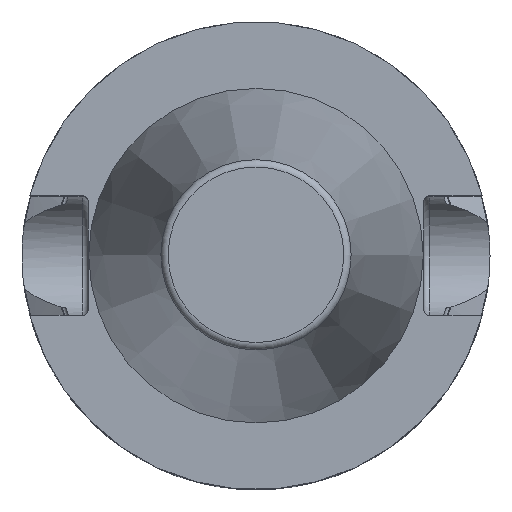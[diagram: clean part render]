
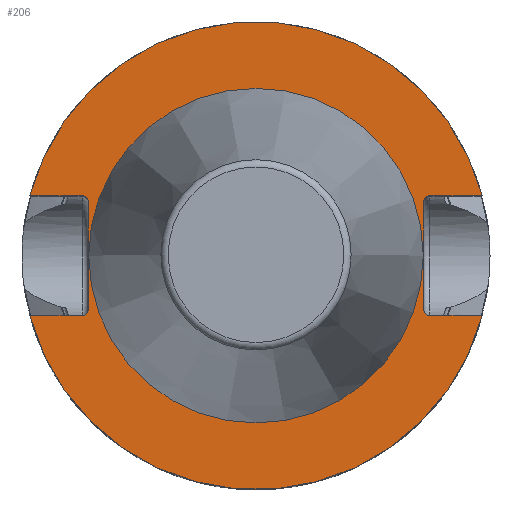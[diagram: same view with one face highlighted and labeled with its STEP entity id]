
A CAD part, top view. The second image highlights one B-rep face of the part: STEP entity #206.
In plain terms, the highlighted planar face has unit normal (0, 0, 1).
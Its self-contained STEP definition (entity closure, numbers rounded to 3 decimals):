
#137=LINE('',#1290,#171);
#138=LINE('',#1295,#172);
#139=LINE('',#1299,#173);
#140=LINE('',#1303,#174);
#141=LINE('',#1307,#175);
#142=LINE('',#1311,#176);
#171=VECTOR('',#1030,1.);
#172=VECTOR('',#1033,1.);
#173=VECTOR('',#1036,1.);
#174=VECTOR('',#1039,1.);
#175=VECTOR('',#1042,1.);
#176=VECTOR('',#1045,1.);
#206=ADVANCED_FACE('',(#277,#278),#261,.F.);
#261=PLANE('',#916);
#277=FACE_BOUND('',#325,.T.);
#278=FACE_BOUND('',#326,.T.);
#325=EDGE_LOOP('',(#405,#406,#407,#408,#409,#410,#411,#412,#413,#414,#415,
#416));
#326=EDGE_LOOP('',(#417));
#405=ORIENTED_EDGE('',*,*,#710,.T.);
#406=ORIENTED_EDGE('',*,*,#711,.T.);
#407=ORIENTED_EDGE('',*,*,#712,.T.);
#408=ORIENTED_EDGE('',*,*,#713,.T.);
#409=ORIENTED_EDGE('',*,*,#714,.F.);
#410=ORIENTED_EDGE('',*,*,#715,.T.);
#411=ORIENTED_EDGE('',*,*,#716,.F.);
#412=ORIENTED_EDGE('',*,*,#717,.T.);
#413=ORIENTED_EDGE('',*,*,#718,.T.);
#414=ORIENTED_EDGE('',*,*,#719,.T.);
#415=ORIENTED_EDGE('',*,*,#720,.F.);
#416=ORIENTED_EDGE('',*,*,#721,.T.);
#417=ORIENTED_EDGE('',*,*,#722,.T.);
#627=VERTEX_POINT('',#1291);
#628=VERTEX_POINT('',#1292);
#629=VERTEX_POINT('',#1294);
#630=VERTEX_POINT('',#1296);
#631=VERTEX_POINT('',#1298);
#632=VERTEX_POINT('',#1300);
#633=VERTEX_POINT('',#1302);
#634=VERTEX_POINT('',#1304);
#635=VERTEX_POINT('',#1306);
#636=VERTEX_POINT('',#1308);
#637=VERTEX_POINT('',#1310);
#638=VERTEX_POINT('',#1312);
#639=VERTEX_POINT('',#1315);
#710=EDGE_CURVE('',#627,#628,#137,.T.);
#711=EDGE_CURVE('',#628,#629,#821,.T.);
#712=EDGE_CURVE('',#629,#630,#138,.T.);
#713=EDGE_CURVE('',#630,#631,#822,.T.);
#714=EDGE_CURVE('',#632,#631,#139,.T.);
#715=EDGE_CURVE('',#632,#633,#823,.T.);
#716=EDGE_CURVE('',#634,#633,#140,.T.);
#717=EDGE_CURVE('',#634,#635,#824,.T.);
#718=EDGE_CURVE('',#635,#636,#141,.T.);
#719=EDGE_CURVE('',#636,#637,#825,.T.);
#720=EDGE_CURVE('',#638,#637,#142,.T.);
#721=EDGE_CURVE('',#638,#627,#826,.T.);
#722=EDGE_CURVE('',#639,#639,#827,.T.);
#821=CIRCLE('',#909,0.8);
#822=CIRCLE('',#910,31.5);
#823=CIRCLE('',#911,0.8);
#824=CIRCLE('',#912,0.8);
#825=CIRCLE('',#913,31.5);
#826=CIRCLE('',#914,0.8);
#827=CIRCLE('',#915,22.517);
#909=AXIS2_PLACEMENT_3D('',#1293,#1031,#1032);
#910=AXIS2_PLACEMENT_3D('',#1297,#1034,#1035);
#911=AXIS2_PLACEMENT_3D('',#1301,#1037,#1038);
#912=AXIS2_PLACEMENT_3D('',#1305,#1040,#1041);
#913=AXIS2_PLACEMENT_3D('',#1309,#1043,#1044);
#914=AXIS2_PLACEMENT_3D('',#1313,#1046,#1047);
#915=AXIS2_PLACEMENT_3D('',#1314,#1048,#1049);
#916=AXIS2_PLACEMENT_3D('',#1316,#1050,#1051);
#1030=DIRECTION('',(0.,1.,0.));
#1031=DIRECTION('',(0.,0.,-1.));
#1032=DIRECTION('',(-1.,0.,0.));
#1033=DIRECTION('',(1.,0.,0.));
#1034=DIRECTION('',(0.,0.,1.));
#1035=DIRECTION('',(0.967,0.256,0.));
#1036=DIRECTION('',(-1.,0.,0.));
#1037=DIRECTION('',(0.,0.,-1.));
#1038=DIRECTION('',(0.,1.,0.));
#1039=DIRECTION('',(0.,1.,0.));
#1040=DIRECTION('',(0.,0.,-1.));
#1041=DIRECTION('',(1.,0.,0.));
#1042=DIRECTION('',(-1.,0.,0.));
#1043=DIRECTION('',(0.,0.,1.));
#1044=DIRECTION('',(-0.967,-0.256,0.));
#1045=DIRECTION('',(1.,0.,0.));
#1046=DIRECTION('',(0.,0.,-1.));
#1047=DIRECTION('',(0.,-1.,0.));
#1048=DIRECTION('',(0.,0.,-1.));
#1049=DIRECTION('',(-1.,0.,0.));
#1050=DIRECTION('',(0.,0.,-1.));
#1051=DIRECTION('',(1.,0.,0.));
#1290=CARTESIAN_POINT('',(22.6,-7.25,-2.));
#1291=CARTESIAN_POINT('',(22.6,-7.25,-2.));
#1292=CARTESIAN_POINT('',(22.6,7.25,-2.));
#1293=CARTESIAN_POINT('',(23.4,7.25,-2.));
#1294=CARTESIAN_POINT('',(23.4,8.05,-2.));
#1295=CARTESIAN_POINT('',(23.4,8.05,-2.));
#1296=CARTESIAN_POINT('',(30.454,8.05,-2.));
#1297=CARTESIAN_POINT('',(0.,0.,-2.));
#1298=CARTESIAN_POINT('',(-30.454,8.05,-2.));
#1299=CARTESIAN_POINT('',(-23.4,8.05,-2.));
#1300=CARTESIAN_POINT('',(-23.4,8.05,-2.));
#1301=CARTESIAN_POINT('',(-23.4,7.25,-2.));
#1302=CARTESIAN_POINT('',(-22.6,7.25,-2.));
#1303=CARTESIAN_POINT('',(-22.6,-7.25,-2.));
#1304=CARTESIAN_POINT('',(-22.6,-7.25,-2.));
#1305=CARTESIAN_POINT('',(-23.4,-7.25,-2.));
#1306=CARTESIAN_POINT('',(-23.4,-8.05,-2.));
#1307=CARTESIAN_POINT('',(-23.4,-8.05,-2.));
#1308=CARTESIAN_POINT('',(-30.454,-8.05,-2.));
#1309=CARTESIAN_POINT('',(0.,0.,-2.));
#1310=CARTESIAN_POINT('',(30.454,-8.05,-2.));
#1311=CARTESIAN_POINT('',(23.4,-8.05,-2.));
#1312=CARTESIAN_POINT('',(23.4,-8.05,-2.));
#1313=CARTESIAN_POINT('',(23.4,-7.25,-2.));
#1314=CARTESIAN_POINT('',(0.,0.,-2.));
#1315=CARTESIAN_POINT('',(-22.517,0.,-2.));
#1316=CARTESIAN_POINT('',(0.,22.517,-2.));
